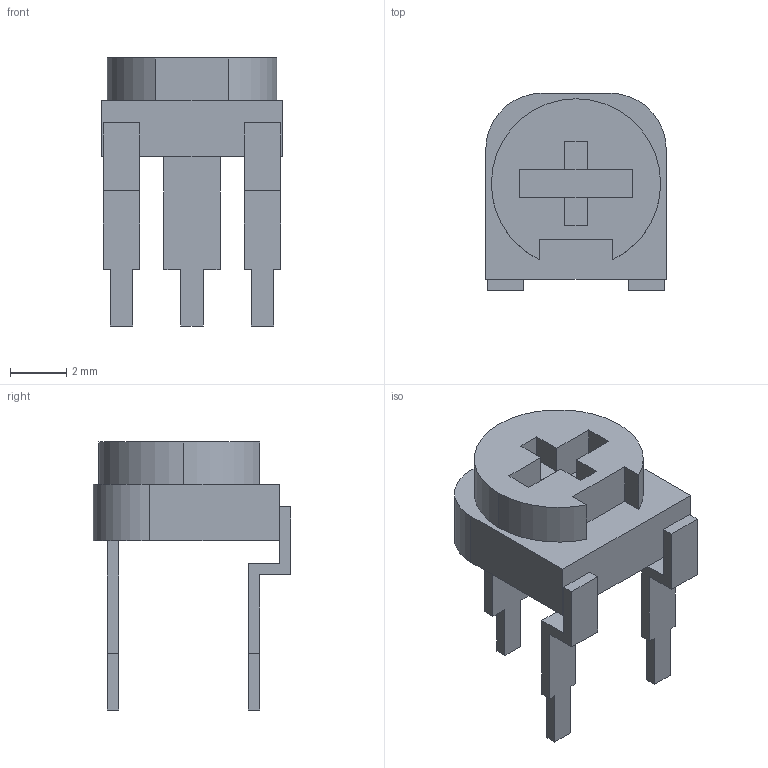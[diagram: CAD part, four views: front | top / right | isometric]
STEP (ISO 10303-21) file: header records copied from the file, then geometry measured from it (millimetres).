
FILE_DESCRIPTION (( 'STEP AP214' ), '1' );
FILE_NAME ('PA0630NOXOX-HA1.STEP', '2007-12-20T06:37:03', ( 'Chinese User' ), ( 'Chinese ORG' ), 'SwSTEP 2.0', 'SolidWorks 2004231', '' );
FILE_SCHEMA (( 'AUTOMOTIVE_DESIGN' ));
Length unit declared in the file: millimetre
Products named in the file (1): PA0630NOXOX-HA1
Bounding box: 6.4 x 7 x 9.5 mm (x, y, z)
Volume: 124 mm3; surface area: 302.8 mm2
Topology: 5 solids, 5 shells, 66 faces, 168 edges, 112 vertices
Faces by surface type: plane 61, cylinder 5
Entity records: 2751 total; most frequent: CARTESIAN_POINT 347, ORIENTED_EDGE 336, DIRECTION 312, EDGE_CURVE 168, VECTOR 158, LINE 158, VERTEX_POINT 112, AXIS2_PLACEMENT_3D 77
